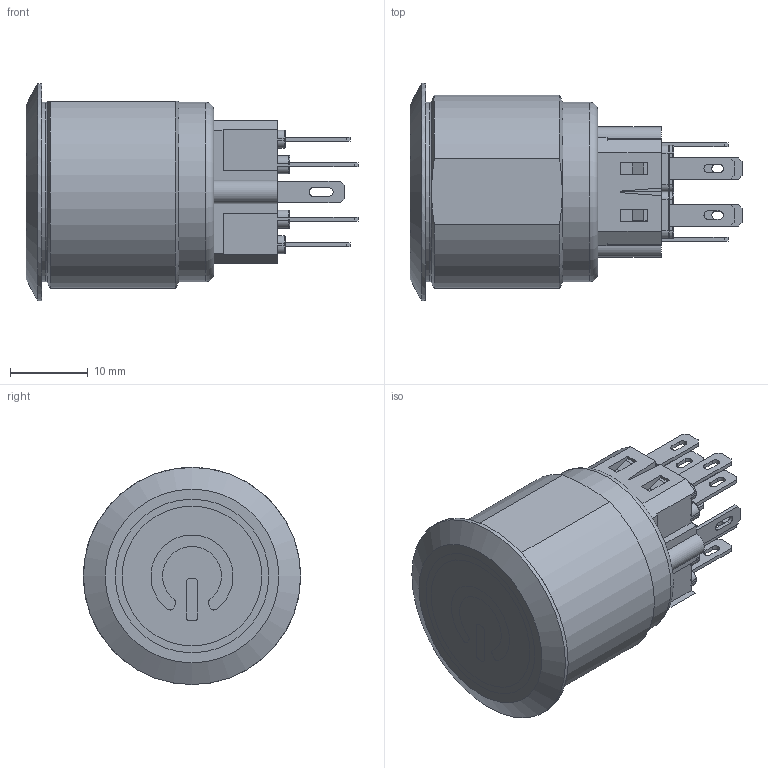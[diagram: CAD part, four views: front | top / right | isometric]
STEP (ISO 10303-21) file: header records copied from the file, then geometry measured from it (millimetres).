
FILE_DESCRIPTION(/* description */ (''),/* implementation_level */ '2;1');
FILE_NAME(/* name */ 'PV8F2V0xx-3xx-M14.stp',/* time_stamp */ '2023-02-28T14:38:27-06:00',/* author */ ('jmeyers'),/* organization */ (''),/* preprocessor_version */ 'ST-DEVELOPER v18.1',/* originating_system */ 'Autodesk Inventor 2020',/* authorisation */ '');
FILE_SCHEMA (('AUTOMOTIVE_DESIGN { 1 0 10303 214 3 1 1 }'));
Length unit declared in the file: millimetre
Products named in the file (1): 000003108_Shrinkwrap_1
Bounding box: 42.8 x 28 x 28 mm (x, y, z)
Volume: 13538.5 mm3; surface area: 4572.1 mm2
Topology: 1 solids, 1 shells, 394 faces, 1023 edges, 642 vertices
Faces by surface type: plane 250, cylinder 107, torus 34, cone 3
Full cylindrical faces by diameter (mm): 1.75 x1, 23.1 x2, 28 x1
Entity records: 11994 total; most frequent: DIRECTION 2083, CARTESIAN_POINT 2068, ORIENTED_EDGE 2046, EDGE_CURVE 1023, LINE 745, VECTOR 745, AXIS2_PLACEMENT_3D 669, VERTEX_POINT 642
